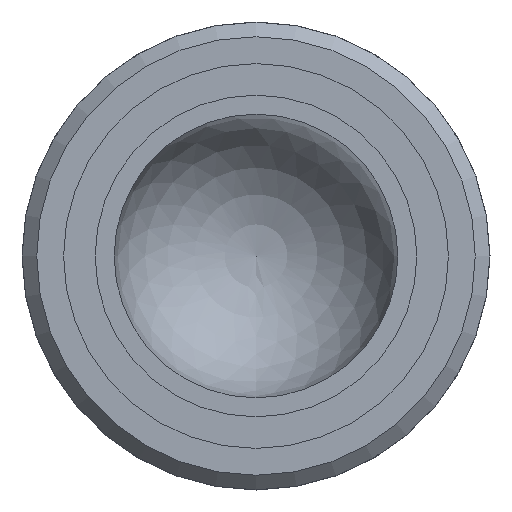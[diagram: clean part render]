
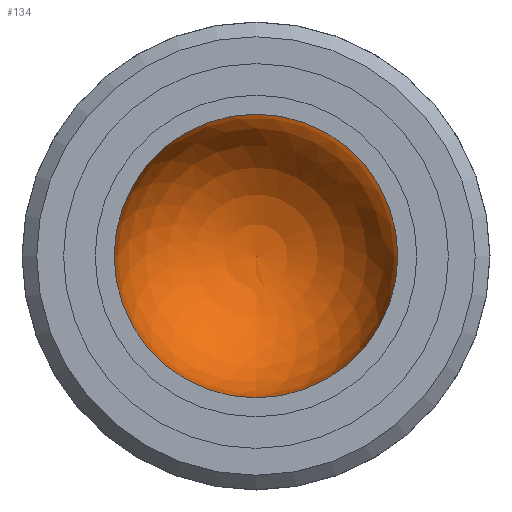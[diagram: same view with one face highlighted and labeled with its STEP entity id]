
A CAD part, front view. The second image highlights one B-rep face of the part: STEP entity #134.
In plain terms, the highlighted spherical face has radius 4.85 mm.
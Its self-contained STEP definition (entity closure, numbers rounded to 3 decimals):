
#15=SPHERICAL_SURFACE('',#154,4.85);
#41=FACE_OUTER_BOUND('',#58,.T.);
#58=EDGE_LOOP('',(#113));
#75=CIRCLE('',#155,4.85);
#86=VERTEX_POINT('',#233);
#97=EDGE_CURVE('',#86,#86,#75,.T.);
#113=ORIENTED_EDGE('',*,*,#97,.F.);
#134=ADVANCED_FACE('',(#41),#15,.F.);
#154=AXIS2_PLACEMENT_3D('',#232,#191,#192);
#155=AXIS2_PLACEMENT_3D('',#234,#193,#194);
#191=DIRECTION('center_axis',(0.,1.,0.));
#192=DIRECTION('ref_axis',(0.,0.,-1.));
#193=DIRECTION('center_axis',(0.,1.,0.));
#194=DIRECTION('ref_axis',(1.,0.,0.));
#232=CARTESIAN_POINT('Origin',(0.,33.15,0.));
#233=CARTESIAN_POINT('',(-4.85,33.15,0.));
#234=CARTESIAN_POINT('Origin',(0.,33.15,0.));
